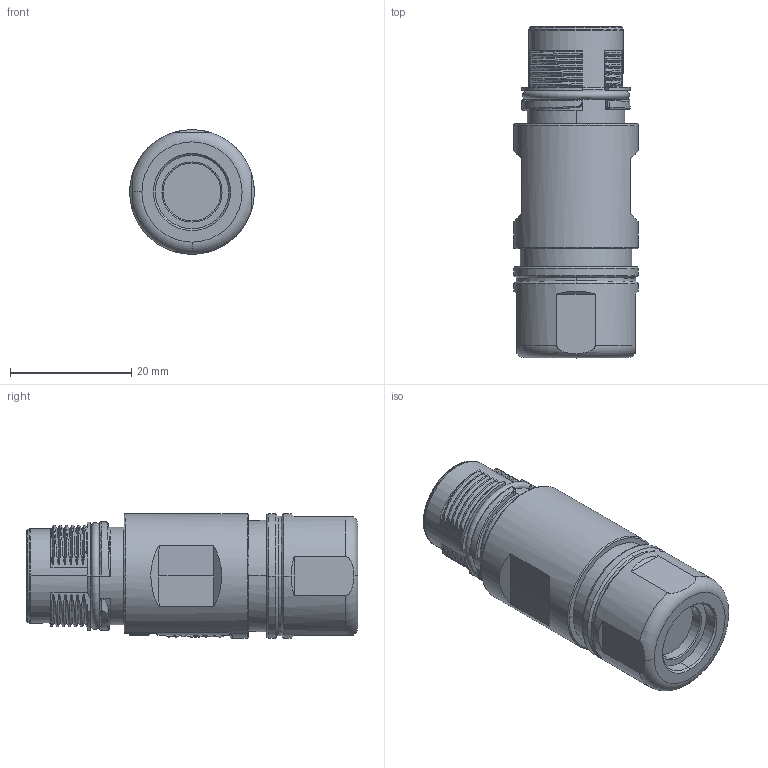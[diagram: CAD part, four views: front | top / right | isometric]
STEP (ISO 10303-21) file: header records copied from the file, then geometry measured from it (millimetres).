
FILE_DESCRIPTION((''),'2;1');
FILE_NAME('3D_1650177102503_M17-MC017-CCT-','2023-12-15T',('lian.chen'),(''),'PRO/ENGINEER BY PARAMETRIC TECHNOLOGY CORPORATION, 2012480','PRO/ENGINEER BY PARAMETRIC TECHNOLOGY CORPORATION, 2012480','');
FILE_SCHEMA(('CONFIG_CONTROL_DESIGN'));
Length unit declared in the file: millimetre
Products named in the file (1): 3D_1650177102503_M17-MC017-CCT-
Bounding box: 20.5 x 54.65 x 20.5 mm (x, y, z)
Volume: 14082.9 mm3; surface area: 6289.2 mm2
Topology: 1 solids, 17 shells, 638 faces, 1680 edges, 1120 vertices
Faces by surface type: plane 224, cylinder 222, bspline 74, torus 46, cone 41, extrusion 21, sphere 10
Entity records: 25236 total; most frequent: CARTESIAN_POINT 9933, ORIENTED_EDGE 3340, DIRECTION 2944, EDGE_CURVE 1670, AXIS2_PLACEMENT_3D 1125, VERTEX_POINT 1120, VECTOR 694, EDGE_LOOP 692
